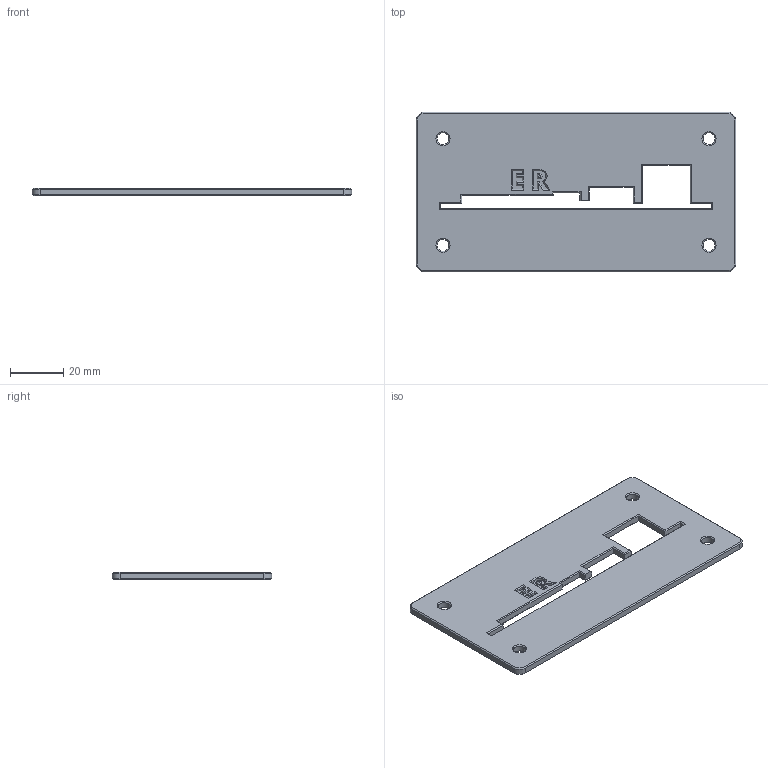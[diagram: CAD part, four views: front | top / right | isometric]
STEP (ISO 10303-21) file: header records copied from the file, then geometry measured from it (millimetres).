
FILE_DESCRIPTION( ( '' ), ' ' );
FILE_NAME( '5623c95be4b0468d3ee49c6a.step', '2015-10-18T16:31:23', ( '' ), ( '' ), ' ', ' ', ' ' );
FILE_SCHEMA( ( 'AUTOMOTIVE_DESIGN { 1 0 10303 214 1 1 1 1 }' ) );
Length unit declared in the file: metre
Products named in the file (1): Part 1
Bounding box: 120 x 60 x 3 mm (x, y, z)
Volume: 19100.2 mm3; surface area: 14595.8 mm2
Topology: 1 solids, 1 shells, 158 faces, 369 edges, 216 vertices
Faces by surface type: plane 116, cone 16, extrusion 9, bspline 9, cylinder 8
Full cylindrical faces by diameter (mm): 4.5 x4
Entity records: 4358 total; most frequent: CARTESIAN_POINT 893, ORIENTED_EDGE 714, DIRECTION 642, EDGE_CURVE 357, VECTOR 296, LINE 287, VERTEX_POINT 216, EDGE_LOOP 183
